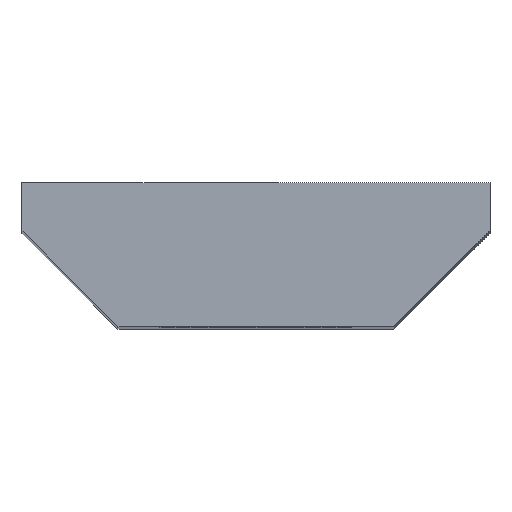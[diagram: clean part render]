
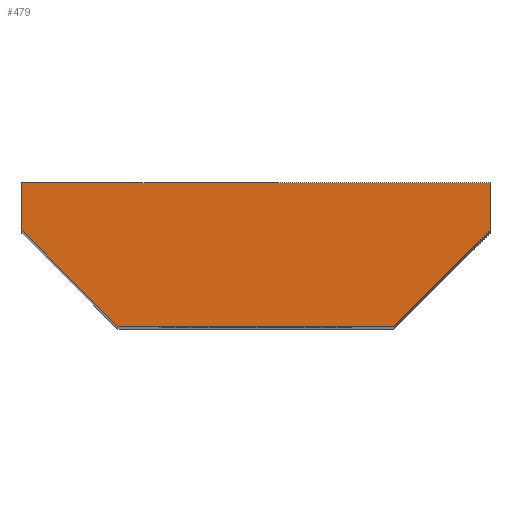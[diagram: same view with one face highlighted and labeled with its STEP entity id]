
A CAD part, top view. The second image highlights one B-rep face of the part: STEP entity #479.
In plain terms, the highlighted planar face has unit normal (0, 0, 1).
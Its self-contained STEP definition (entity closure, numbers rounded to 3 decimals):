
#273=ORIENTED_EDGE('',*,*,#360,.F.);
#274=ORIENTED_EDGE('',*,*,#365,.T.);
#275=ORIENTED_EDGE('',*,*,#366,.F.);
#276=ORIENTED_EDGE('',*,*,#349,.F.);
#277=ORIENTED_EDGE('',*,*,#367,.F.);
#278=ORIENTED_EDGE('',*,*,#363,.F.);
#297=VECTOR('',#405,1.);
#306=VECTOR('',#422,1.);
#307=VECTOR('',#429,1.);
#309=VECTOR('',#433,1.);
#310=VECTOR('',#434,1.);
#311=VECTOR('',#435,1.);
#315=LINE('',#498,#297);
#324=LINE('',#519,#306);
#325=LINE('',#526,#307);
#327=LINE('',#530,#309);
#328=LINE('',#531,#310);
#329=LINE('',#532,#311);
#333=VERTEX_POINT('',#495);
#334=VERTEX_POINT('',#497);
#341=VERTEX_POINT('',#515);
#342=VERTEX_POINT('',#517);
#345=VERTEX_POINT('',#525);
#346=VERTEX_POINT('',#529);
#349=EDGE_CURVE('',#333,#334,#315,.T.);
#360=EDGE_CURVE('',#342,#341,#324,.T.);
#363=EDGE_CURVE('',#341,#345,#325,.T.);
#365=EDGE_CURVE('',#342,#346,#327,.T.);
#366=EDGE_CURVE('',#334,#346,#328,.T.);
#367=EDGE_CURVE('',#345,#333,#329,.T.);
#377=EDGE_LOOP('',(#273,#274,#275,#276,#277,#278));
#393=FACE_BOUND('',#377,.T.);
#405=DIRECTION('',(-11.5,0.,0.));
#422=DIRECTION('',(19.5,0.,0.));
#429=DIRECTION('',(0.,-2.,0.));
#431=DIRECTION('',(0.,0.,1.));
#432=DIRECTION('',(0.,-1.,0.));
#433=DIRECTION('',(0.,-2.,0.));
#434=DIRECTION('',(-4.,4.,0.));
#435=DIRECTION('',(-4.,-4.,0.));
#459=AXIS2_PLACEMENT_3D('',#528,#431,#432);
#471=PLANE('',#459);
#479=ADVANCED_FACE('',(#393),#471,.T.);
#495=CARTESIAN_POINT('',(5.75,0.,60.));
#497=CARTESIAN_POINT('',(-5.75,0.,60.));
#498=CARTESIAN_POINT('',(5.75,0.,60.));
#515=CARTESIAN_POINT('',(9.75,6.,60.));
#517=CARTESIAN_POINT('',(-9.75,6.,60.));
#519=CARTESIAN_POINT('',(-9.75,6.,60.));
#525=CARTESIAN_POINT('',(9.75,4.,60.));
#526=CARTESIAN_POINT('',(9.75,6.,60.));
#528=CARTESIAN_POINT('',(-9.75,6.,60.));
#529=CARTESIAN_POINT('',(-9.75,4.,60.));
#530=CARTESIAN_POINT('',(-9.75,6.,60.));
#531=CARTESIAN_POINT('',(-5.75,0.,60.));
#532=CARTESIAN_POINT('',(9.75,4.,60.));
